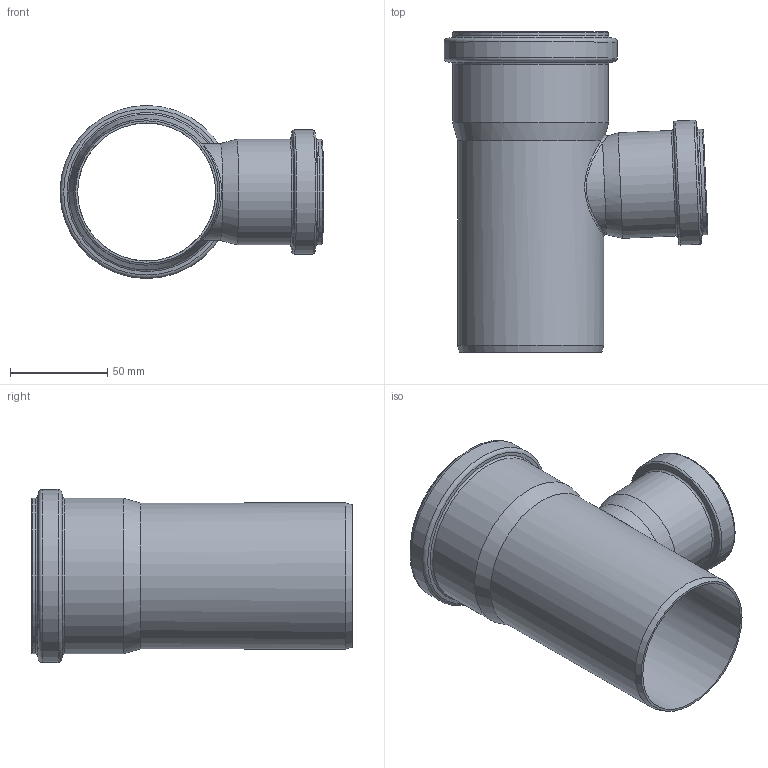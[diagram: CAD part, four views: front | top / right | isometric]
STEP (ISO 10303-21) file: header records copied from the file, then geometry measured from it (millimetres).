
FILE_DESCRIPTION(/* description */ (''),/* implementation_level */ '2;1');
FILE_NAME(/* name */ '173410 HTsafeEA DN_OD 75_50_87°.stp',/* time_stamp */ '2017-03-13T09:25:02+01:00',/* author */ ('user1'),/* organization */ (''),/* preprocessor_version */ 'ST-DEVELOPER v16.1',/* originating_system */ 'Autodesk Inventor 2016',/* authorisation */ '');
FILE_SCHEMA (('AUTOMOTIVE_DESIGN { 1 0 10303 214 3 1 1 }'));
Length unit declared in the file: millimetre
Products named in the file (1): 173410 HTsafeEA DN_OD 75_50_87°
Bounding box: 135.88 x 165 x 89.2 mm (x, y, z)
Volume: 100658 mm3; surface area: 100640.2 mm2
Topology: 1 solids, 1 shells, 54 faces, 114 edges, 62 vertices
Faces by surface type: torus 20, cylinder 16, cone 13, plane 3, bspline 2
Full cylindrical faces by diameter (mm): 46.2 x1, 50.8 x2, 54.4 x2, 60.3 x1, 63.9 x1, 71.1 x1, 75.3 x1, 76.2 x2, 80.2 x2, 85.2 x1, 89.2 x1
Entity records: 1572 total; most frequent: CARTESIAN_POINT 606, DIRECTION 208, ORIENTED_EDGE 124, EDGE_LOOP 106, AXIS2_PLACEMENT_3D 104, EDGE_CURVE 62, VERTEX_POINT 58, FACE_OUTER_BOUND 54
